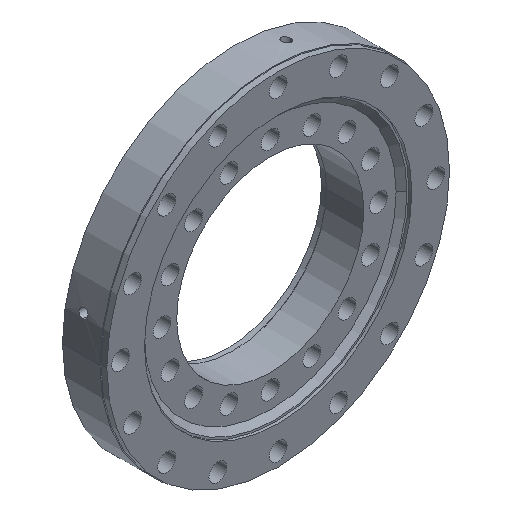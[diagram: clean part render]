
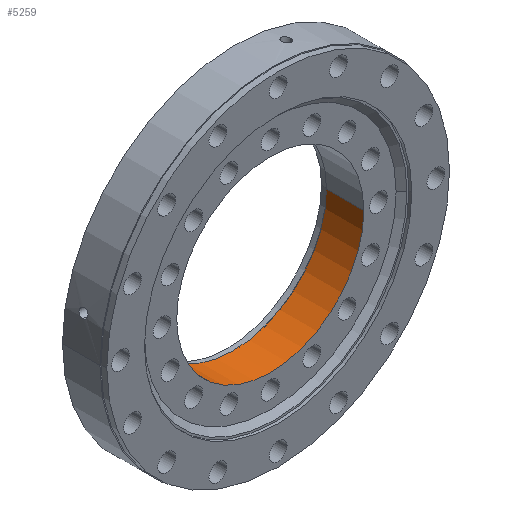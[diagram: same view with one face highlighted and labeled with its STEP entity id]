
A CAD part, isometric view. The second image highlights one B-rep face of the part: STEP entity #5259.
In plain terms, the highlighted cylindrical face has radius 95 mm (diameter 190 mm), a partial arc.
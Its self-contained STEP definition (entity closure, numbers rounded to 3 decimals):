
#362 = VECTOR ( 'NONE', #747, 1000. ) ;
#408 = EDGE_CURVE ( 'NONE', #3105, #2438, #4323, .T. ) ;
#478 = ORIENTED_EDGE ( 'NONE', *, *, #3554, .F. ) ;
#563 = ORIENTED_EDGE ( 'NONE', *, *, #3795, .F. ) ;
#581 = AXIS2_PLACEMENT_3D ( 'NONE', #4139, #4131, #4125 ) ;
#605 = ORIENTED_EDGE ( 'NONE', *, *, #408, .F. ) ;
#611 = ORIENTED_EDGE ( 'NONE', *, *, #5149, .T. ) ;
#747 = DIRECTION ( 'NONE',  ( 0., 1., 0. ) ) ;
#758 = CARTESIAN_POINT ( 'NONE',  ( 95., 31.029, 0. ) ) ;
#788 = LINE ( 'NONE', #758, #362 ) ;
#943 = CARTESIAN_POINT ( 'NONE',  ( 0., 31.029, 0. ) ) ;
#987 = DIRECTION ( 'NONE',  ( -1., 0., 0. ) ) ;
#1290 = CARTESIAN_POINT ( 'NONE',  ( -95., -18., 0. ) ) ;
#1432 = AXIS2_PLACEMENT_3D ( 'NONE', #4006, #4003, #3997 ) ;
#1566 = AXIS2_PLACEMENT_3D ( 'NONE', #943, #1616, #987 ) ;
#1616 = DIRECTION ( 'NONE',  ( 0., 1., 0. ) ) ;
#1673 = CIRCLE ( 'NONE', #1432, 95. ) ;
#1969 = VECTOR ( 'NONE', #2171, 1000. ) ;
#1989 = CIRCLE ( 'NONE', #581, 95. ) ;
#2081 = VERTEX_POINT ( 'NONE', #4545 ) ;
#2158 = CARTESIAN_POINT ( 'NONE',  ( -95., 31.029, 0. ) ) ;
#2171 = DIRECTION ( 'NONE',  ( 0., 1., 0. ) ) ;
#2438 = VERTEX_POINT ( 'NONE', #4964 ) ;
#3105 = VERTEX_POINT ( 'NONE', #1290 ) ;
#3185 = CARTESIAN_POINT ( 'NONE',  ( 95., 20., 0. ) ) ;
#3554 = EDGE_CURVE ( 'NONE', #2081, #3105, #1673, .T. ) ;
#3795 = EDGE_CURVE ( 'NONE', #2438, #5465, #1989, .T. ) ;
#3997 = DIRECTION ( 'NONE',  ( -1., 0., 0. ) ) ;
#4003 = DIRECTION ( 'NONE',  ( 0., 1., 0. ) ) ;
#4006 = CARTESIAN_POINT ( 'NONE',  ( 0., -18., 0. ) ) ;
#4125 = DIRECTION ( 'NONE',  ( -1., 0., 0. ) ) ;
#4131 = DIRECTION ( 'NONE',  ( 0., -1., 0. ) ) ;
#4139 = CARTESIAN_POINT ( 'NONE',  ( 0., 20., 0. ) ) ;
#4171 = FACE_OUTER_BOUND ( 'NONE', #5135, .T. ) ;
#4210 = CYLINDRICAL_SURFACE ( 'NONE', #1566, 95. ) ;
#4323 = LINE ( 'NONE', #2158, #1969 ) ;
#4545 = CARTESIAN_POINT ( 'NONE',  ( 95., -18., 0. ) ) ;
#4964 = CARTESIAN_POINT ( 'NONE',  ( -95., 20., 0. ) ) ;
#5135 = EDGE_LOOP ( 'NONE', ( #478, #611, #563, #605 ) ) ;
#5149 = EDGE_CURVE ( 'NONE', #2081, #5465, #788, .T. ) ;
#5259 = ADVANCED_FACE ( 'NONE', ( #4171 ), #4210, .F. ) ;
#5465 = VERTEX_POINT ( 'NONE', #3185 ) ;
